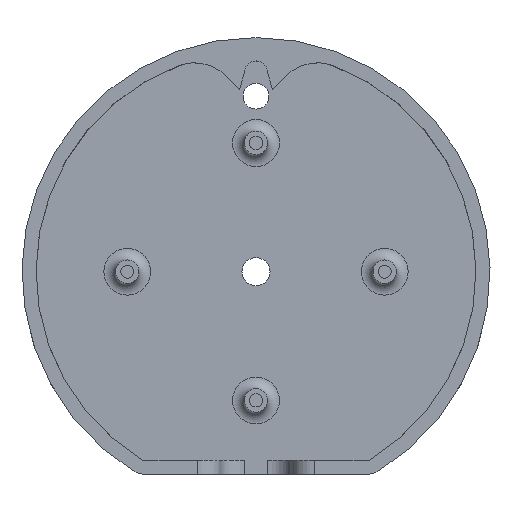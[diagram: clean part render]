
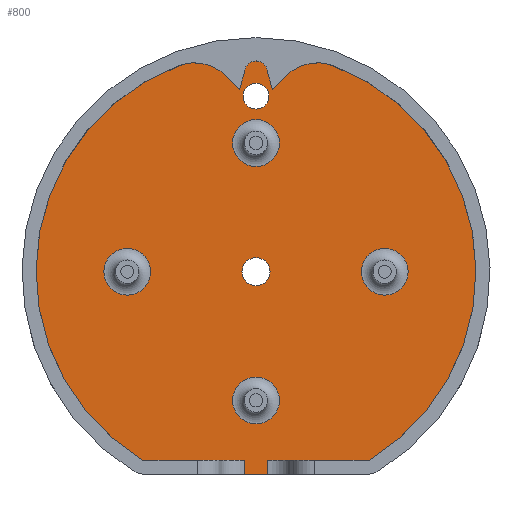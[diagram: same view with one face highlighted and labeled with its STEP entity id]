
A CAD part, top view. The second image highlights one B-rep face of the part: STEP entity #800.
In plain terms, the highlighted planar face has unit normal (0, 0, 1).
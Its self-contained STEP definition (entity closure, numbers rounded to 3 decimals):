
#17=FACE_BOUND('',#247,.T.);
#18=FACE_BOUND('',#248,.T.);
#19=FACE_BOUND('',#249,.T.);
#20=FACE_BOUND('',#250,.T.);
#21=FACE_BOUND('',#251,.T.);
#22=FACE_BOUND('',#252,.T.);
#33=PLANE('',#891);
#72=LINE('',#1346,#125);
#74=LINE('',#1351,#127);
#75=LINE('',#1353,#128);
#76=LINE('',#1355,#129);
#77=LINE('',#1356,#130);
#125=VECTOR('',#1073,10.);
#127=VECTOR('',#1079,10.);
#128=VECTOR('',#1080,10.);
#129=VECTOR('',#1081,10.);
#130=VECTOR('',#1082,10.);
#194=FACE_OUTER_BOUND('',#246,.T.);
#246=EDGE_LOOP('',(#625,#626,#627,#628,#629,#630));
#247=EDGE_LOOP('',(#631));
#248=EDGE_LOOP('',(#632));
#249=EDGE_LOOP('',(#633));
#250=EDGE_LOOP('',(#634));
#251=EDGE_LOOP('',(#635));
#252=EDGE_LOOP('',(#636));
#308=CIRCLE('',#878,47.);
#315=CIRCLE('',#892,5.);
#316=CIRCLE('',#893,5.);
#317=CIRCLE('',#894,3.);
#318=CIRCLE('',#895,2.75);
#319=CIRCLE('',#896,5.);
#320=CIRCLE('',#897,5.);
#376=VERTEX_POINT('',#1311);
#377=VERTEX_POINT('',#1313);
#386=VERTEX_POINT('',#1343);
#387=VERTEX_POINT('',#1345);
#389=VERTEX_POINT('',#1352);
#390=VERTEX_POINT('',#1354);
#391=VERTEX_POINT('',#1357);
#392=VERTEX_POINT('',#1359);
#393=VERTEX_POINT('',#1361);
#394=VERTEX_POINT('',#1363);
#395=VERTEX_POINT('',#1365);
#396=VERTEX_POINT('',#1367);
#461=EDGE_CURVE('',#377,#376,#308,.T.);
#477=EDGE_CURVE('',#386,#387,#72,.T.);
#480=EDGE_CURVE('',#386,#377,#74,.T.);
#481=EDGE_CURVE('',#376,#389,#75,.T.);
#482=EDGE_CURVE('',#390,#389,#76,.T.);
#483=EDGE_CURVE('',#390,#387,#77,.T.);
#484=EDGE_CURVE('',#391,#391,#315,.T.);
#485=EDGE_CURVE('',#392,#392,#316,.T.);
#486=EDGE_CURVE('',#393,#393,#317,.T.);
#487=EDGE_CURVE('',#394,#394,#318,.T.);
#488=EDGE_CURVE('',#395,#395,#319,.T.);
#489=EDGE_CURVE('',#396,#396,#320,.T.);
#625=ORIENTED_EDGE('',*,*,#477,.F.);
#626=ORIENTED_EDGE('',*,*,#480,.T.);
#627=ORIENTED_EDGE('',*,*,#461,.T.);
#628=ORIENTED_EDGE('',*,*,#481,.T.);
#629=ORIENTED_EDGE('',*,*,#482,.F.);
#630=ORIENTED_EDGE('',*,*,#483,.T.);
#631=ORIENTED_EDGE('',*,*,#484,.F.);
#632=ORIENTED_EDGE('',*,*,#485,.F.);
#633=ORIENTED_EDGE('',*,*,#486,.T.);
#634=ORIENTED_EDGE('',*,*,#487,.T.);
#635=ORIENTED_EDGE('',*,*,#488,.F.);
#636=ORIENTED_EDGE('',*,*,#489,.F.);
#800=ADVANCED_FACE('',(#194,#17,#18,#19,#20,#21,#22),#33,.T.);
#878=AXIS2_PLACEMENT_3D('',#1314,#1039,#1040);
#891=AXIS2_PLACEMENT_3D('',#1350,#1077,#1078);
#892=AXIS2_PLACEMENT_3D('',#1358,#1083,#1084);
#893=AXIS2_PLACEMENT_3D('',#1360,#1085,#1086);
#894=AXIS2_PLACEMENT_3D('',#1362,#1087,#1088);
#895=AXIS2_PLACEMENT_3D('',#1364,#1089,#1090);
#896=AXIS2_PLACEMENT_3D('',#1366,#1091,#1092);
#897=AXIS2_PLACEMENT_3D('',#1368,#1093,#1094);
#1039=DIRECTION('center_axis',(0.,0.,1.));
#1040=DIRECTION('ref_axis',(0.515,-0.857,0.));
#1073=DIRECTION('',(0.,-1.,0.));
#1077=DIRECTION('center_axis',(0.,0.,1.));
#1078=DIRECTION('ref_axis',(1.,0.,0.));
#1079=DIRECTION('',(1.,0.,0.));
#1080=DIRECTION('',(1.,0.,0.));
#1081=DIRECTION('',(0.,1.,0.));
#1082=DIRECTION('',(1.,0.,0.));
#1083=DIRECTION('center_axis',(0.,0.,1.));
#1084=DIRECTION('ref_axis',(1.,0.,0.));
#1085=DIRECTION('center_axis',(0.,0.,1.));
#1086=DIRECTION('ref_axis',(1.,0.,0.));
#1087=DIRECTION('center_axis',(0.,0.,-1.));
#1088=DIRECTION('ref_axis',(1.,0.,0.));
#1089=DIRECTION('center_axis',(0.,0.,-1.));
#1090=DIRECTION('ref_axis',(1.,0.,0.));
#1091=DIRECTION('center_axis',(0.,0.,1.));
#1092=DIRECTION('ref_axis',(1.,0.,0.));
#1093=DIRECTION('center_axis',(0.,0.,1.));
#1094=DIRECTION('ref_axis',(1.,0.,0.));
#1311=CARTESIAN_POINT('',(-24.183,-40.301,2.));
#1313=CARTESIAN_POINT('',(24.183,-40.301,2.));
#1314=CARTESIAN_POINT('Origin',(0.,0.,2.));
#1343=CARTESIAN_POINT('',(2.5,-40.301,2.));
#1345=CARTESIAN_POINT('',(2.5,-43.301,2.));
#1346=CARTESIAN_POINT('',(2.5,-18.476,2.));
#1350=CARTESIAN_POINT('Origin',(0.,3.349,2.));
#1351=CARTESIAN_POINT('',(12.091,-40.301,2.));
#1352=CARTESIAN_POINT('',(-2.5,-40.301,2.));
#1353=CARTESIAN_POINT('',(-3.75,-40.301,2.));
#1354=CARTESIAN_POINT('',(-2.5,-43.301,2.));
#1355=CARTESIAN_POINT('',(-2.5,-19.976,2.));
#1356=CARTESIAN_POINT('',(-25.,-43.301,2.));
#1357=CARTESIAN_POINT('',(32.5,0.,2.));
#1358=CARTESIAN_POINT('Origin',(27.5,0.,2.));
#1359=CARTESIAN_POINT('',(-22.5,0.,2.));
#1360=CARTESIAN_POINT('Origin',(-27.5,0.,2.));
#1361=CARTESIAN_POINT('',(-3.,0.,2.));
#1362=CARTESIAN_POINT('Origin',(0.,0.,2.));
#1363=CARTESIAN_POINT('',(-2.75,37.5,2.));
#1364=CARTESIAN_POINT('Origin',(0.,37.5,2.));
#1365=CARTESIAN_POINT('',(5.,27.5,2.));
#1366=CARTESIAN_POINT('Origin',(0.,27.5,2.));
#1367=CARTESIAN_POINT('',(5.,-27.5,2.));
#1368=CARTESIAN_POINT('Origin',(0.,-27.5,2.));
